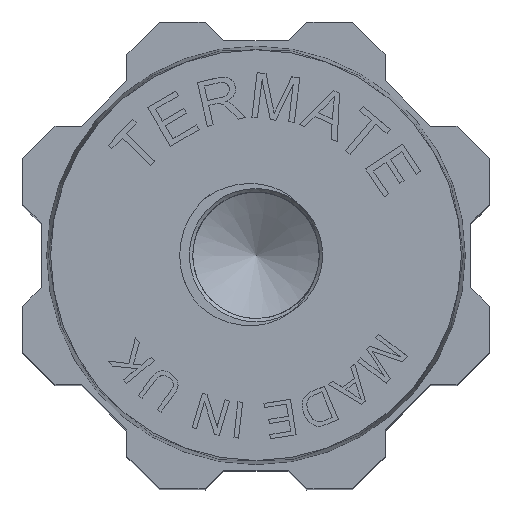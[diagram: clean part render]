
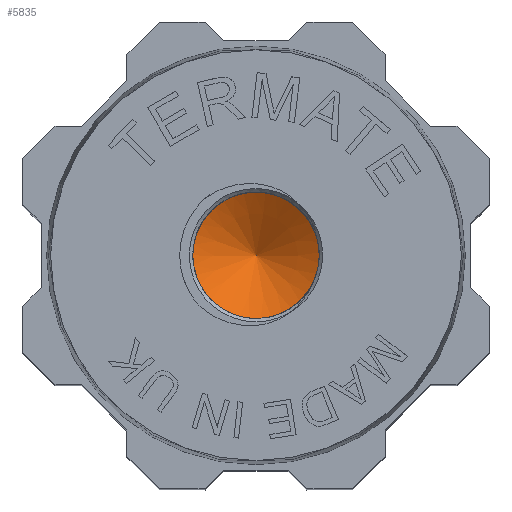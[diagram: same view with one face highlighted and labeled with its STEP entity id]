
A CAD part, top view. The second image highlights one B-rep face of the part: STEP entity #5835.
In plain terms, the highlighted conical face has half-angle 59 degrees and reference radius 1.662 mm.
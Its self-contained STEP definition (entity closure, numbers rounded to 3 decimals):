
#586=FACE_OUTER_BOUND('',#914,.T.);
#914=EDGE_LOOP('',(#4243,#4244,#4245,#4246));
#1258=LINE('',#9639,#1926);
#1926=VECTOR('',#6596,1.662);
#2561=CIRCLE('',#6162,3.39);
#2566=CIRCLE('',#6178,3.39);
#2646=VERTEX_POINT('',#8572);
#2647=VERTEX_POINT('',#8592);
#2660=VERTEX_POINT('',#9638);
#3247=EDGE_CURVE('',#2647,#2646,#2561,.T.);
#3277=EDGE_CURVE('',#2646,#2647,#2566,.T.);
#3281=EDGE_CURVE('',#2660,#2647,#1258,.T.);
#4243=ORIENTED_EDGE('',*,*,#3281,.T.);
#4244=ORIENTED_EDGE('',*,*,#3247,.T.);
#4245=ORIENTED_EDGE('',*,*,#3277,.T.);
#4246=ORIENTED_EDGE('',*,*,#3281,.F.);
#5779=CONICAL_SURFACE('',#6182,1.662,1.03);
#5835=ADVANCED_FACE('',(#586),#5779,.F.);
#6162=AXIS2_PLACEMENT_3D('',#8593,#6548,#6549);
#6178=AXIS2_PLACEMENT_3D('',#9401,#6585,#6586);
#6182=AXIS2_PLACEMENT_3D('',#9637,#6594,#6595);
#6548=DIRECTION('center_axis',(0.,0.,1.));
#6549=DIRECTION('ref_axis',(1.,0.,0.));
#6585=DIRECTION('center_axis',(0.,0.,1.));
#6586=DIRECTION('ref_axis',(1.,0.,0.));
#6594=DIRECTION('center_axis',(0.,0.,1.));
#6595=DIRECTION('ref_axis',(1.,0.,0.));
#6596=DIRECTION('',(-0.857,0.,0.515));
#8572=CARTESIAN_POINT('',(-2.397,-2.397,40.54));
#8592=CARTESIAN_POINT('',(-3.39,0.,40.54));
#8593=CARTESIAN_POINT('Origin',(0.,0.,40.54));
#9401=CARTESIAN_POINT('Origin',(0.,0.,40.54));
#9637=CARTESIAN_POINT('Origin',(0.,0.,39.502));
#9638=CARTESIAN_POINT('',(0.,0.,38.503));
#9639=CARTESIAN_POINT('',(-1.662,0.,39.502));
